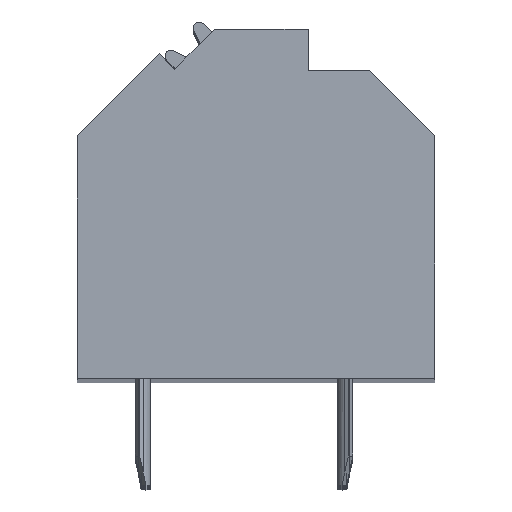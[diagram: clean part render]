
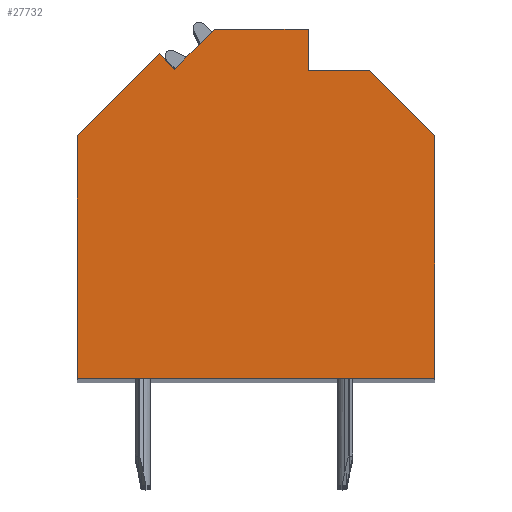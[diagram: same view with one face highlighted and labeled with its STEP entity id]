
A CAD part, top view. The second image highlights one B-rep face of the part: STEP entity #27732.
In plain terms, the highlighted planar face has unit normal (0, 0, 1).
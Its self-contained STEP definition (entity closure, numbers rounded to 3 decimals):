
#8641=DIRECTION('',(-0.707,-0.707,0.));
#8642=VECTOR('',#8641,1.897);
#8643=CARTESIAN_POINT('',(-1.39,5.718,83.415));
#8644=LINE('',#8643,#8642);
#8645=DIRECTION('',(-1.,0.,0.));
#8646=VECTOR('',#8645,3.14);
#8647=CARTESIAN_POINT('',(1.75,5.718,83.415));
#8648=LINE('',#8647,#8646);
#8649=DIRECTION('',(0.,1.,0.));
#8650=VECTOR('',#8649,1.368);
#8651=CARTESIAN_POINT('',(1.75,4.35,83.415));
#8652=LINE('',#8651,#8650);
#8653=DIRECTION('',(-1.,0.,0.));
#8654=VECTOR('',#8653,2.05);
#8655=CARTESIAN_POINT('',(3.8,4.35,83.415));
#8656=LINE('',#8655,#8654);
#8657=DIRECTION('',(-0.707,0.707,0.));
#8658=VECTOR('',#8657,3.111);
#8659=CARTESIAN_POINT('',(6.,2.15,83.415));
#8660=LINE('',#8659,#8658);
#8661=DIRECTION('',(0.,1.,0.));
#8662=VECTOR('',#8661,8.15);
#8663=CARTESIAN_POINT('',(6.,-6.,83.415));
#8664=LINE('',#8663,#8662);
#8665=DIRECTION('',(1.,0.,0.));
#8666=VECTOR('',#8665,12.);
#8667=CARTESIAN_POINT('',(-6.,-6.,83.415));
#8668=LINE('',#8667,#8666);
#8669=DIRECTION('',(0.,-1.,0.));
#8670=VECTOR('',#8669,8.14);
#8671=CARTESIAN_POINT('',(-6.,2.14,83.415));
#8672=LINE('',#8671,#8670);
#8673=DIRECTION('',(-0.707,-0.707,0.));
#8674=VECTOR('',#8673,3.892);
#8675=CARTESIAN_POINT('',(-3.248,4.892,83.415));
#8676=LINE('',#8675,#8674);
#8677=DIRECTION('',(-0.707,0.707,0.));
#8678=VECTOR('',#8677,0.73);
#8679=CARTESIAN_POINT('',(-2.732,4.376,83.415));
#8680=LINE('',#8679,#8678);
#12885=CARTESIAN_POINT('',(-1.39,5.718,83.415));
#12886=CARTESIAN_POINT('',(-2.732,4.376,83.415));
#12887=VERTEX_POINT('',#12885);
#12888=VERTEX_POINT('',#12886);
#12889=CARTESIAN_POINT('',(-3.248,4.892,83.415));
#12890=VERTEX_POINT('',#12889);
#12891=CARTESIAN_POINT('',(-6.,2.14,83.415));
#12892=VERTEX_POINT('',#12891);
#12893=CARTESIAN_POINT('',(-6.,-6.,83.415));
#12894=VERTEX_POINT('',#12893);
#12895=CARTESIAN_POINT('',(6.,-6.,83.415));
#12896=VERTEX_POINT('',#12895);
#12897=CARTESIAN_POINT('',(6.,2.15,83.415));
#12898=VERTEX_POINT('',#12897);
#12899=CARTESIAN_POINT('',(3.8,4.35,83.415));
#12900=VERTEX_POINT('',#12899);
#12901=CARTESIAN_POINT('',(1.75,4.35,83.415));
#12902=VERTEX_POINT('',#12901);
#12903=CARTESIAN_POINT('',(1.75,5.718,83.415));
#12904=VERTEX_POINT('',#12903);
#27715=CARTESIAN_POINT('',(0.,0.,83.415));
#27716=DIRECTION('',(0.,0.,1.));
#27717=DIRECTION('',(1.,0.,0.));
#27718=AXIS2_PLACEMENT_3D('',#27715,#27716,#27717);
#27719=PLANE('',#27718);
#27720=ORIENTED_EDGE('',*,*,#17312,.F.);
#27721=ORIENTED_EDGE('',*,*,#21704,.F.);
#27722=ORIENTED_EDGE('',*,*,#21718,.F.);
#27723=ORIENTED_EDGE('',*,*,#21732,.F.);
#27724=ORIENTED_EDGE('',*,*,#21746,.F.);
#27725=ORIENTED_EDGE('',*,*,#21760,.F.);
#27726=ORIENTED_EDGE('',*,*,#21774,.F.);
#27727=ORIENTED_EDGE('',*,*,#22583,.F.);
#27728=ORIENTED_EDGE('',*,*,#23217,.F.);
#27729=ORIENTED_EDGE('',*,*,#16804,.F.);
#27730=EDGE_LOOP('',(#27720,#27721,#27722,#27723,#27724,#27725,#27726,#27727,
#27728,#27729));
#27731=FACE_OUTER_BOUND('',#27730,.F.);
#16804=EDGE_CURVE('',#12888,#12890,#8680,.T.);
#17312=EDGE_CURVE('',#12887,#12888,#8644,.T.);
#21704=EDGE_CURVE('',#12904,#12887,#8648,.T.);
#21718=EDGE_CURVE('',#12902,#12904,#8652,.T.);
#21732=EDGE_CURVE('',#12900,#12902,#8656,.T.);
#21746=EDGE_CURVE('',#12898,#12900,#8660,.T.);
#21760=EDGE_CURVE('',#12896,#12898,#8664,.T.);
#21774=EDGE_CURVE('',#12894,#12896,#8668,.T.);
#22583=EDGE_CURVE('',#12892,#12894,#8672,.T.);
#23217=EDGE_CURVE('',#12890,#12892,#8676,.T.);
#27732=ADVANCED_FACE('',(#27731),#27719,.T.);
